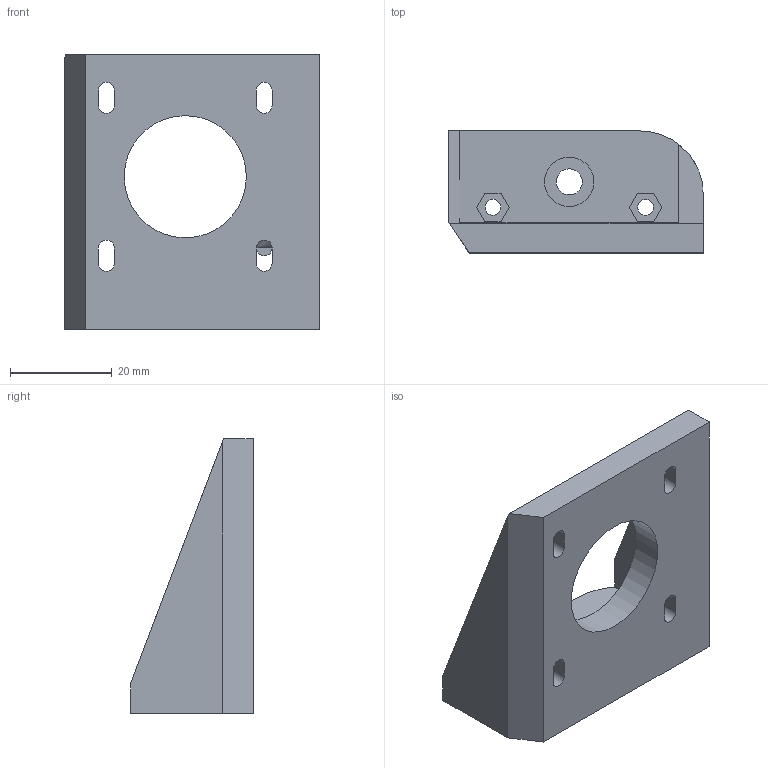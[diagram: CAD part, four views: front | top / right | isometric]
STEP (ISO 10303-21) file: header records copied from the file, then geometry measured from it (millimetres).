
FILE_DESCRIPTION(('FreeCAD Model'),'2;1');
FILE_NAME('Open CASCADE Shape Model','2022-02-10T08:13:11',('Author'),( ''),'Open CASCADE STEP processor 7.5','FreeCAD','Unknown');
FILE_SCHEMA(('AUTOMOTIVE_DESIGN { 1 0 10303 214 1 1 1 1 }'));
Length unit declared in the file: millimetre
Products named in the file (1): Cut024
Bounding box: 50 x 24 x 54 mm (x, y, z)
Volume: 19914.8 mm3; surface area: 9962.5 mm2
Topology: 1 solids, 1 shells, 49 faces, 131 edges, 87 vertices
Faces by surface type: plane 35, cylinder 14
Full cylindrical faces by diameter (mm): 3.1 x3, 5.1 x1, 9.7 x1, 24 x1
Entity records: 3296 total; most frequent: CARTESIAN_POINT 648, DIRECTION 476, LINE 302, VECTOR 302, ORIENTED_EDGE 262, PCURVE 262, DEFINITIONAL_REPRESENTATION 262, EDGE_CURVE 131
